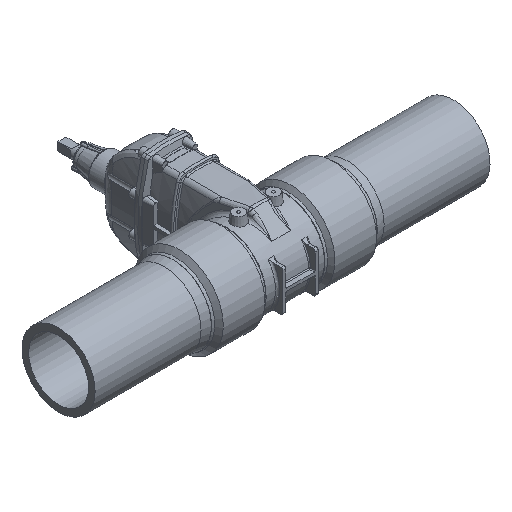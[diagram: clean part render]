
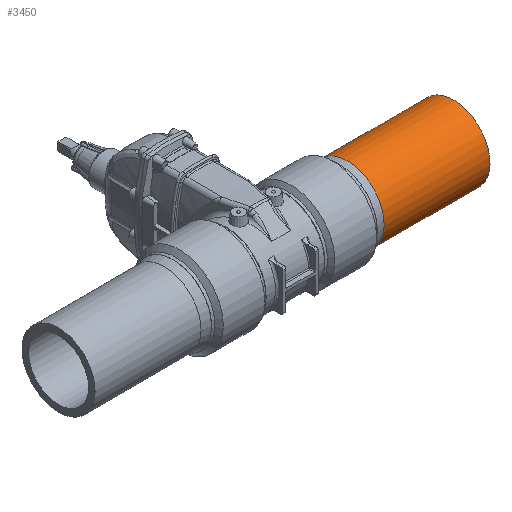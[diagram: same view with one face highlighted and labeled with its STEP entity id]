
A CAD part, isometric view. The second image highlights one B-rep face of the part: STEP entity #3450.
In plain terms, the highlighted cylindrical face has radius 125 mm (diameter 250 mm), a full revolution.
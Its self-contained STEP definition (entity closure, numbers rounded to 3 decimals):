
#198 = AXIS2_PLACEMENT_3D ( 'NONE', #18809, #18810, #18811 ) ;
#214 = AXIS2_PLACEMENT_3D ( 'NONE', #12692, #12693, #12694 ) ;
#2474 = FACE_OUTER_BOUND ( 'NONE', #21045, .T. ) ;
#2483 = FACE_OUTER_BOUND ( 'NONE', #21063, .T. ) ;
#2486 = CYLINDRICAL_SURFACE ( 'NONE', #3241, 125. ) ;
#2928 = CIRCLE ( 'NONE', #198, 125. ) ;
#2946 = CIRCLE ( 'NONE', #214, 125. ) ;
#3241 = AXIS2_PLACEMENT_3D ( 'NONE', #8354, #8353, #8356 ) ;
#3450 = ADVANCED_FACE ( 'NONE', ( #2483, #2474 ), #2486, .T. ) ;
#3809 = EDGE_CURVE ( 'NONE', #12453, #12453, #2928, .T. ) ;
#3832 = EDGE_CURVE ( 'NONE', #12467, #12467, #2946, .T. ) ;
#6139 = CARTESIAN_POINT ( 'NONE',  ( 675., -115.528, -47.731 ) ) ;
#6155 = CARTESIAN_POINT ( 'NONE',  ( 313., 47.731, -115.528 ) ) ;
#7452 = ORIENTED_EDGE ( 'NONE', *, *, #3809, .F. ) ;
#8353 = DIRECTION ( 'NONE',  ( 1., 0., 0. ) ) ;
#8354 = CARTESIAN_POINT ( 'NONE',  ( 121., 0., 0. ) ) ;
#8356 = DIRECTION ( 'NONE',  ( 0., -0.924, -0.382 ) ) ;
#10658 = ORIENTED_EDGE ( 'NONE', *, *, #3832, .F. ) ;
#12453 = VERTEX_POINT ( 'NONE', #6139 ) ;
#12467 = VERTEX_POINT ( 'NONE', #6155 ) ;
#12692 = CARTESIAN_POINT ( 'NONE',  ( 313., 0., 0. ) ) ;
#12693 = DIRECTION ( 'NONE',  ( -1., 0., 0. ) ) ;
#12694 = DIRECTION ( 'NONE',  ( 0., 0.382, -0.924 ) ) ;
#18809 = CARTESIAN_POINT ( 'NONE',  ( 675., 0., 0. ) ) ;
#18810 = DIRECTION ( 'NONE',  ( 1., 0., 0. ) ) ;
#18811 = DIRECTION ( 'NONE',  ( 0., -0.924, -0.382 ) ) ;
#21045 = EDGE_LOOP ( 'NONE', ( #7452 ) ) ;
#21063 = EDGE_LOOP ( 'NONE', ( #10658 ) ) ;
